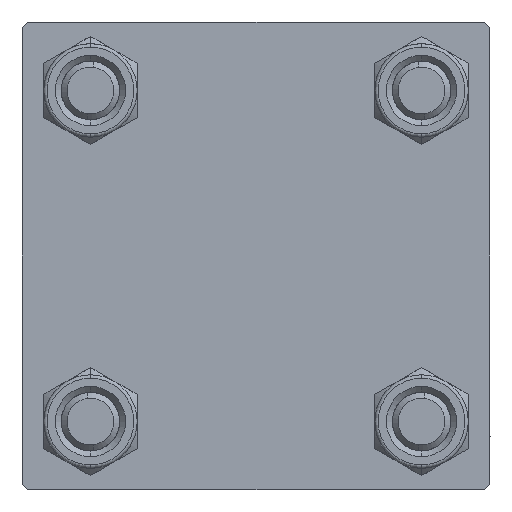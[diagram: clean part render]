
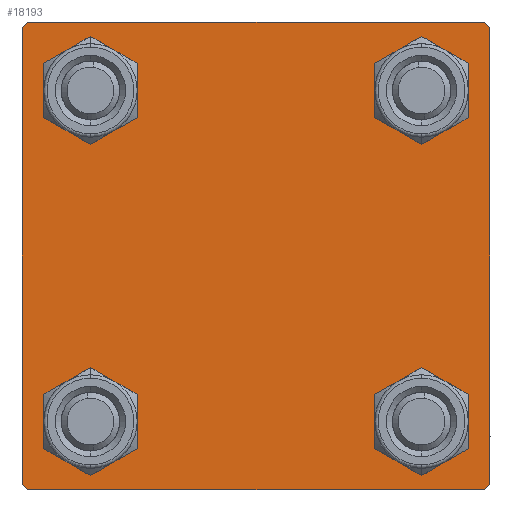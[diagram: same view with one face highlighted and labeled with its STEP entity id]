
A CAD part, left-side view. The second image highlights one B-rep face of the part: STEP entity #18193.
In plain terms, the highlighted planar face has unit normal (-1, 0, 0).
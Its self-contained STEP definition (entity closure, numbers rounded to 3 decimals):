
#158 = DIRECTION ( 'NONE',  ( 0., 0., 1. ) ) ;
#956 = CARTESIAN_POINT ( 'NONE',  ( 0., -19.75, 19.75 ) ) ;
#1743 = DIRECTION ( 'NONE',  ( 1., 0., 0. ) ) ;
#1750 = DIRECTION ( 'NONE',  ( 1., 0., 0. ) ) ;
#1858 = CARTESIAN_POINT ( 'NONE',  ( 0., 19.5, -20. ) ) ;
#2263 = AXIS2_PLACEMENT_3D ( 'NONE', #39011, #19472, #158 ) ;
#2529 = LINE ( 'NONE', #18034, #40555 ) ;
#2765 = VECTOR ( 'NONE', #38514, 1000. ) ;
#3853 = AXIS2_PLACEMENT_3D ( 'NONE', #5560, #1750, #28914 ) ;
#3869 = EDGE_LOOP ( 'NONE', ( #17731, #7730 ) ) ;
#3876 = VERTEX_POINT ( 'NONE', #15052 ) ;
#4063 = VECTOR ( 'NONE', #20139, 1000. ) ;
#4634 = CARTESIAN_POINT ( 'NONE',  ( 0., 19.75, -19.75 ) ) ;
#5071 = FACE_BOUND ( 'NONE', #23179, .T. ) ;
#5136 = DIRECTION ( 'NONE',  ( 1., 0., 0. ) ) ;
#5286 = VERTEX_POINT ( 'NONE', #42199 ) ;
#5326 = DIRECTION ( 'NONE',  ( 0., 0., -1. ) ) ;
#5351 = DIRECTION ( 'NONE',  ( 0., 0., 1. ) ) ;
#5560 = CARTESIAN_POINT ( 'NONE',  ( 0., -14.15, 14.15 ) ) ;
#5690 = CARTESIAN_POINT ( 'NONE',  ( 0., -20., -19.5 ) ) ;
#5823 = DIRECTION ( 'NONE',  ( -1., 0., 0. ) ) ;
#5843 = DIRECTION ( 'NONE',  ( 0., -1., 0. ) ) ;
#6324 = ORIENTED_EDGE ( 'NONE', *, *, #34847, .T. ) ;
#6966 = EDGE_CURVE ( 'NONE', #3876, #13450, #19279, .T. ) ;
#7640 = ORIENTED_EDGE ( 'NONE', *, *, #43907, .F. ) ;
#7730 = ORIENTED_EDGE ( 'NONE', *, *, #6966, .T. ) ;
#9126 = VERTEX_POINT ( 'NONE', #44110 ) ;
#9584 = CIRCLE ( 'NONE', #48537, 3. ) ;
#9794 = CARTESIAN_POINT ( 'NONE',  ( 0., -19.5, -20. ) ) ;
#10630 = VECTOR ( 'NONE', #5843, 1000. ) ;
#11902 = VERTEX_POINT ( 'NONE', #13720 ) ;
#12705 = AXIS2_PLACEMENT_3D ( 'NONE', #40334, #1743, #28907 ) ;
#12758 = LINE ( 'NONE', #4634, #4063 ) ;
#13447 = CARTESIAN_POINT ( 'NONE',  ( 0., 0., 0. ) ) ;
#13450 = VERTEX_POINT ( 'NONE', #38273 ) ;
#13720 = CARTESIAN_POINT ( 'NONE',  ( 0., 14.15, 11.15 ) ) ;
#13823 = EDGE_CURVE ( 'NONE', #49073, #41927, #12758, .T. ) ;
#14159 = ORIENTED_EDGE ( 'NONE', *, *, #19783, .T. ) ;
#14596 = DIRECTION ( 'NONE',  ( 1., 0., 0. ) ) ;
#15052 = CARTESIAN_POINT ( 'NONE',  ( 0., -14.15, 11.15 ) ) ;
#15093 = CARTESIAN_POINT ( 'NONE',  ( 0., -14.15, -14.15 ) ) ;
#15702 = DIRECTION ( 'NONE',  ( 0., 0.707, 0.707 ) ) ;
#15792 = CARTESIAN_POINT ( 'NONE',  ( 0., -14.15, -17.15 ) ) ;
#16538 = CARTESIAN_POINT ( 'NONE',  ( 0., -14.15, -14.15 ) ) ;
#16617 = VECTOR ( 'NONE', #18076, 1000. ) ;
#16764 = LINE ( 'NONE', #20835, #10630 ) ;
#17500 = VERTEX_POINT ( 'NONE', #49001 ) ;
#17731 = ORIENTED_EDGE ( 'NONE', *, *, #43847, .T. ) ;
#17758 = PLANE ( 'NONE',  #44896 ) ;
#18034 = CARTESIAN_POINT ( 'NONE',  ( 0., -19.75, -19.75 ) ) ;
#18076 = DIRECTION ( 'NONE',  ( 0., 0., -1. ) ) ;
#18193 = ADVANCED_FACE ( 'NONE', ( #33251, #44931, #5071, #21329, #20569 ), #17758, .T. ) ;
#18732 = LINE ( 'NONE', #50204, #2765 ) ;
#19152 = CARTESIAN_POINT ( 'NONE',  ( 0., 14.15, 14.15 ) ) ;
#19279 = CIRCLE ( 'NONE', #3853, 3. ) ;
#19472 = DIRECTION ( 'NONE',  ( 1., 0., 0. ) ) ;
#19711 = CARTESIAN_POINT ( 'NONE',  ( 0., 14.15, -14.15 ) ) ;
#19783 = EDGE_CURVE ( 'NONE', #11902, #34125, #28108, .T. ) ;
#19915 = DIRECTION ( 'NONE',  ( 0., 0., 1. ) ) ;
#20139 = DIRECTION ( 'NONE',  ( 0., -0.707, -0.707 ) ) ;
#20569 = FACE_OUTER_BOUND ( 'NONE', #35424, .T. ) ;
#20630 = DIRECTION ( 'NONE',  ( 0., 0., 1. ) ) ;
#20835 = CARTESIAN_POINT ( 'NONE',  ( 0., 20., -20. ) ) ;
#20969 = ORIENTED_EDGE ( 'NONE', *, *, #29884, .T. ) ;
#21329 = FACE_BOUND ( 'NONE', #22623, .T. ) ;
#22320 = CIRCLE ( 'NONE', #33662, 3. ) ;
#22623 = EDGE_LOOP ( 'NONE', ( #27358, #14159 ) ) ;
#22805 = EDGE_CURVE ( 'NONE', #34125, #11902, #9584, .T. ) ;
#22876 = LINE ( 'NONE', #37370, #16617 ) ;
#23179 = EDGE_LOOP ( 'NONE', ( #24595, #33277 ) ) ;
#23450 = EDGE_CURVE ( 'NONE', #27613, #17500, #30659, .T. ) ;
#24595 = ORIENTED_EDGE ( 'NONE', *, *, #23450, .T. ) ;
#26188 = VERTEX_POINT ( 'NONE', #15792 ) ;
#26271 = DIRECTION ( 'NONE',  ( 0., 0., 1. ) ) ;
#26685 = CARTESIAN_POINT ( 'NONE',  ( 0., -14.15, -11.15 ) ) ;
#27008 = AXIS2_PLACEMENT_3D ( 'NONE', #19711, #27824, #35188 ) ;
#27358 = ORIENTED_EDGE ( 'NONE', *, *, #22805, .T. ) ;
#27449 = VERTEX_POINT ( 'NONE', #47533 ) ;
#27613 = VERTEX_POINT ( 'NONE', #46412 ) ;
#27824 = DIRECTION ( 'NONE',  ( 1., 0., 0. ) ) ;
#28108 = CIRCLE ( 'NONE', #12705, 3. ) ;
#28374 = EDGE_CURVE ( 'NONE', #30340, #36371, #2529, .T. ) ;
#28423 = DIRECTION ( 'NONE',  ( 0., 0., 1. ) ) ;
#28691 = CARTESIAN_POINT ( 'NONE',  ( 0., 20., 20. ) ) ;
#28907 = DIRECTION ( 'NONE',  ( 0., 0., 1. ) ) ;
#28914 = DIRECTION ( 'NONE',  ( 0., 0., 1. ) ) ;
#29318 = ORIENTED_EDGE ( 'NONE', *, *, #41675, .F. ) ;
#29884 = EDGE_CURVE ( 'NONE', #26188, #31241, #32499, .T. ) ;
#30340 = VERTEX_POINT ( 'NONE', #9794 ) ;
#30659 = CIRCLE ( 'NONE', #2263, 3. ) ;
#30835 = EDGE_CURVE ( 'NONE', #42292, #27449, #35748, .T. ) ;
#31117 = EDGE_CURVE ( 'NONE', #9126, #5286, #38248, .T. ) ;
#31241 = VERTEX_POINT ( 'NONE', #26685 ) ;
#32499 = CIRCLE ( 'NONE', #48750, 3. ) ;
#32764 = LINE ( 'NONE', #28691, #41531 ) ;
#32770 = DIRECTION ( 'NONE',  ( 0., -0.707, 0.707 ) ) ;
#32837 = ORIENTED_EDGE ( 'NONE', *, *, #30835, .T. ) ;
#33251 = FACE_BOUND ( 'NONE', #3869, .T. ) ;
#33277 = ORIENTED_EDGE ( 'NONE', *, *, #39554, .T. ) ;
#33515 = CARTESIAN_POINT ( 'NONE',  ( 0., 14.15, 17.15 ) ) ;
#33662 = AXIS2_PLACEMENT_3D ( 'NONE', #43733, #5136, #20630 ) ;
#34125 = VERTEX_POINT ( 'NONE', #33515 ) ;
#34847 = EDGE_CURVE ( 'NONE', #41927, #30340, #16764, .T. ) ;
#35188 = DIRECTION ( 'NONE',  ( 0., 0., 1. ) ) ;
#35424 = EDGE_LOOP ( 'NONE', ( #47739, #37516, #6324, #44814, #7640, #32837, #29318, #39113 ) ) ;
#35748 = LINE ( 'NONE', #956, #38183 ) ;
#36371 = VERTEX_POINT ( 'NONE', #5690 ) ;
#37370 = CARTESIAN_POINT ( 'NONE',  ( 0., -20., 20. ) ) ;
#37373 = EDGE_CURVE ( 'NONE', #5286, #49073, #32764, .T. ) ;
#37516 = ORIENTED_EDGE ( 'NONE', *, *, #13823, .T. ) ;
#38183 = VECTOR ( 'NONE', #15702, 1000. ) ;
#38248 = LINE ( 'NONE', #45378, #39022 ) ;
#38273 = CARTESIAN_POINT ( 'NONE',  ( 0., -14.15, 17.15 ) ) ;
#38514 = DIRECTION ( 'NONE',  ( 0., -1., 0. ) ) ;
#39011 = CARTESIAN_POINT ( 'NONE',  ( 0., 14.15, -14.15 ) ) ;
#39022 = VECTOR ( 'NONE', #41811, 1000. ) ;
#39113 = ORIENTED_EDGE ( 'NONE', *, *, #31117, .T. ) ;
#39447 = DIRECTION ( 'NONE',  ( 1., 0., 0. ) ) ;
#39554 = EDGE_CURVE ( 'NONE', #17500, #27613, #48941, .T. ) ;
#40334 = CARTESIAN_POINT ( 'NONE',  ( 0., 14.15, 14.15 ) ) ;
#40555 = VECTOR ( 'NONE', #32770, 1000. ) ;
#41531 = VECTOR ( 'NONE', #5326, 1000. ) ;
#41675 = EDGE_CURVE ( 'NONE', #9126, #27449, #18732, .T. ) ;
#41811 = DIRECTION ( 'NONE',  ( 0., 0.707, -0.707 ) ) ;
#41927 = VERTEX_POINT ( 'NONE', #1858 ) ;
#42199 = CARTESIAN_POINT ( 'NONE',  ( 0., 20., 19.5 ) ) ;
#42259 = CIRCLE ( 'NONE', #43065, 3. ) ;
#42292 = VERTEX_POINT ( 'NONE', #46404 ) ;
#42357 = ORIENTED_EDGE ( 'NONE', *, *, #49870, .T. ) ;
#43065 = AXIS2_PLACEMENT_3D ( 'NONE', #16538, #48276, #5351 ) ;
#43733 = CARTESIAN_POINT ( 'NONE',  ( 0., -14.15, 14.15 ) ) ;
#43847 = EDGE_CURVE ( 'NONE', #13450, #3876, #22320, .T. ) ;
#43907 = EDGE_CURVE ( 'NONE', #42292, #36371, #22876, .T. ) ;
#44110 = CARTESIAN_POINT ( 'NONE',  ( 0., 19.5, 20. ) ) ;
#44814 = ORIENTED_EDGE ( 'NONE', *, *, #28374, .T. ) ;
#44896 = AXIS2_PLACEMENT_3D ( 'NONE', #13447, #5823, #28423 ) ;
#44931 = FACE_BOUND ( 'NONE', #47272, .T. ) ;
#45378 = CARTESIAN_POINT ( 'NONE',  ( 0., 19.75, 19.75 ) ) ;
#46404 = CARTESIAN_POINT ( 'NONE',  ( 0., -20., 19.5 ) ) ;
#46412 = CARTESIAN_POINT ( 'NONE',  ( 0., 14.15, -11.15 ) ) ;
#46448 = CARTESIAN_POINT ( 'NONE',  ( 0., 20., -19.5 ) ) ;
#47272 = EDGE_LOOP ( 'NONE', ( #42357, #20969 ) ) ;
#47533 = CARTESIAN_POINT ( 'NONE',  ( 0., -19.5, 20. ) ) ;
#47739 = ORIENTED_EDGE ( 'NONE', *, *, #37373, .T. ) ;
#48276 = DIRECTION ( 'NONE',  ( 1., 0., 0. ) ) ;
#48537 = AXIS2_PLACEMENT_3D ( 'NONE', #19152, #14596, #26271 ) ;
#48750 = AXIS2_PLACEMENT_3D ( 'NONE', #15093, #39447, #19915 ) ;
#48941 = CIRCLE ( 'NONE', #27008, 3. ) ;
#49001 = CARTESIAN_POINT ( 'NONE',  ( 0., 14.15, -17.15 ) ) ;
#49073 = VERTEX_POINT ( 'NONE', #46448 ) ;
#49870 = EDGE_CURVE ( 'NONE', #31241, #26188, #42259, .T. ) ;
#50204 = CARTESIAN_POINT ( 'NONE',  ( 0., 20., 20. ) ) ;
